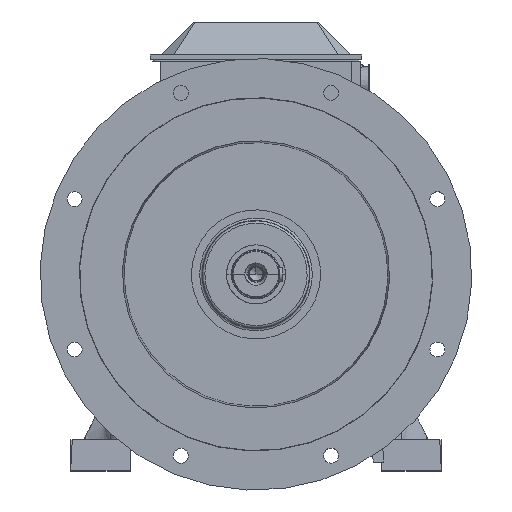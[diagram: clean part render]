
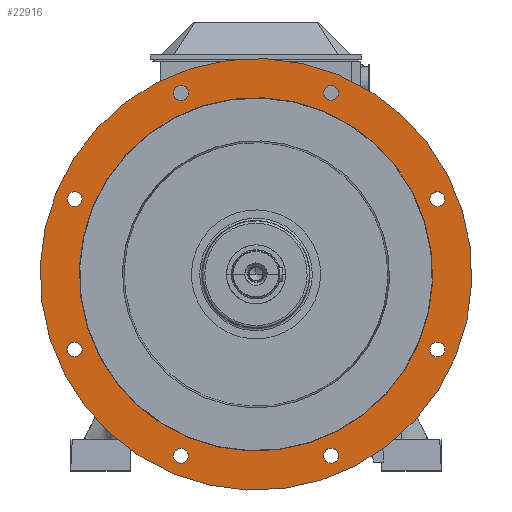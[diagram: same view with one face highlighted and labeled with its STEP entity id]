
A CAD part, top view. The second image highlights one B-rep face of the part: STEP entity #22916.
In plain terms, the highlighted planar face has unit normal (0, 0, 1).
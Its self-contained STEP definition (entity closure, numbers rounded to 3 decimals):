
#791=PLANE('',#48754);
#22916=ADVANCED_FACE('F3030',(#24134,#24135,#24136,#24137,#24138,#24139,
#24140,#24141,#24142,#24143),#791,.T.);
#24134=FACE_BOUND('',#25420,.T.);
#24135=FACE_BOUND('',#25421,.T.);
#24136=FACE_BOUND('',#25422,.T.);
#24137=FACE_BOUND('',#25423,.T.);
#24138=FACE_BOUND('',#25424,.T.);
#24139=FACE_BOUND('',#25425,.T.);
#24140=FACE_BOUND('',#25426,.T.);
#24141=FACE_BOUND('',#25427,.T.);
#24142=FACE_BOUND('',#25428,.T.);
#24143=FACE_BOUND('',#25429,.T.);
#25420=EDGE_LOOP('',(#30561));
#25421=EDGE_LOOP('',(#30562));
#25422=EDGE_LOOP('',(#30563));
#25423=EDGE_LOOP('',(#30564));
#25424=EDGE_LOOP('',(#30565));
#25425=EDGE_LOOP('',(#30566));
#25426=EDGE_LOOP('',(#30567));
#25427=EDGE_LOOP('',(#30568));
#25428=EDGE_LOOP('',(#30569));
#25429=EDGE_LOOP('',(#30570));
#30561=ORIENTED_EDGE('',*,*,#43360,.T.);
#30562=ORIENTED_EDGE('',*,*,#43330,.T.);
#30563=ORIENTED_EDGE('',*,*,#43333,.T.);
#30564=ORIENTED_EDGE('',*,*,#43336,.T.);
#30565=ORIENTED_EDGE('',*,*,#43339,.T.);
#30566=ORIENTED_EDGE('',*,*,#43342,.T.);
#30567=ORIENTED_EDGE('',*,*,#43345,.T.);
#30568=ORIENTED_EDGE('',*,*,#43348,.T.);
#30569=ORIENTED_EDGE('',*,*,#43316,.F.);
#30570=ORIENTED_EDGE('',*,*,#43327,.T.);
#37496=VERTEX_POINT('',#85437);
#37502=VERTEX_POINT('',#85461);
#37504=VERTEX_POINT('',#85467);
#37506=VERTEX_POINT('',#85473);
#37508=VERTEX_POINT('',#85479);
#37510=VERTEX_POINT('',#85485);
#37512=VERTEX_POINT('',#85491);
#37514=VERTEX_POINT('',#85497);
#37516=VERTEX_POINT('',#85503);
#37523=VERTEX_POINT('',#85528);
#43316=EDGE_CURVE('E2020',#37496,#37496,#46169,.T.);
#43327=EDGE_CURVE('E33',#37502,#37502,#46177,.T.);
#43330=EDGE_CURVE('E4949',#37504,#37504,#46179,.T.);
#43333=EDGE_CURVE('E5151',#37506,#37506,#46181,.T.);
#43336=EDGE_CURVE('E5353',#37508,#37508,#46183,.T.);
#43339=EDGE_CURVE('E5555',#37510,#37510,#46185,.T.);
#43342=EDGE_CURVE('E5757',#37512,#37512,#46187,.T.);
#43345=EDGE_CURVE('E5959',#37514,#37514,#46189,.T.);
#43348=EDGE_CURVE('E6161',#37516,#37516,#46191,.T.);
#43360=EDGE_CURVE('E2323',#37523,#37523,#46201,.T.);
#46169=CIRCLE('',#48701,225.);
#46177=CIRCLE('',#48715,9.5);
#46179=CIRCLE('',#48718,9.5);
#46181=CIRCLE('',#48721,9.5);
#46183=CIRCLE('',#48724,9.5);
#46185=CIRCLE('',#48727,9.5);
#46187=CIRCLE('',#48730,9.5);
#46189=CIRCLE('',#48733,9.5);
#46191=CIRCLE('',#48736,9.5);
#46201=CIRCLE('',#48752,274.832);
#48701=AXIS2_PLACEMENT_3D('',#85438,#55420,#55421);
#48715=AXIS2_PLACEMENT_3D('',#85463,#55450,#55451);
#48718=AXIS2_PLACEMENT_3D('',#85469,#55457,#55458);
#48721=AXIS2_PLACEMENT_3D('',#85475,#55464,#55465);
#48724=AXIS2_PLACEMENT_3D('',#85481,#55471,#55472);
#48727=AXIS2_PLACEMENT_3D('',#85487,#55478,#55479);
#48730=AXIS2_PLACEMENT_3D('',#85493,#55485,#55486);
#48733=AXIS2_PLACEMENT_3D('',#85499,#55492,#55493);
#48736=AXIS2_PLACEMENT_3D('',#85505,#55499,#55500);
#48752=AXIS2_PLACEMENT_3D('',#85529,#55533,#55534);
#48754=AXIS2_PLACEMENT_3D('',#85531,#55537,#55538);
#55420=DIRECTION('',(0.,0.,1.));
#55421=DIRECTION('',(1.,0.,0.));
#55450=DIRECTION('',(0.,0.,-1.));
#55451=DIRECTION('',(-1.,0.,0.));
#55457=DIRECTION('',(0.,0.,-1.));
#55458=DIRECTION('',(-1.,0.,0.));
#55464=DIRECTION('',(0.,0.,-1.));
#55465=DIRECTION('',(-1.,0.,0.));
#55471=DIRECTION('',(0.,0.,-1.));
#55472=DIRECTION('',(-1.,0.,0.));
#55478=DIRECTION('',(0.,0.,-1.));
#55479=DIRECTION('',(-1.,0.,0.));
#55485=DIRECTION('',(0.,0.,-1.));
#55486=DIRECTION('',(-1.,0.,0.));
#55492=DIRECTION('',(0.,0.,-1.));
#55493=DIRECTION('',(-1.,0.,0.));
#55499=DIRECTION('',(0.,0.,-1.));
#55500=DIRECTION('',(-1.,0.,0.));
#55533=DIRECTION('',(0.,0.,1.));
#55534=DIRECTION('',(1.,0.,0.));
#55537=DIRECTION('',(0.,0.,1.));
#55538=DIRECTION('',(-1.,0.,0.));
#85437=CARTESIAN_POINT('',(-86.104,-207.873,89.529));
#85438=CARTESIAN_POINT('',(0.,0.,89.529));
#85461=CARTESIAN_POINT('',(-105.171,-230.97,89.529));
#85463=CARTESIAN_POINT('',(-95.671,-230.97,89.529));
#85467=CARTESIAN_POINT('',(-237.687,-88.953,89.529));
#85469=CARTESIAN_POINT('',(-230.97,-95.671,89.529));
#85473=CARTESIAN_POINT('',(-230.97,105.171,89.529));
#85475=CARTESIAN_POINT('',(-230.97,95.671,89.529));
#85479=CARTESIAN_POINT('',(-88.953,237.687,89.529));
#85481=CARTESIAN_POINT('',(-95.671,230.97,89.529));
#85485=CARTESIAN_POINT('',(105.171,230.97,89.529));
#85487=CARTESIAN_POINT('',(95.671,230.97,89.529));
#85491=CARTESIAN_POINT('',(237.687,88.953,89.529));
#85493=CARTESIAN_POINT('',(230.97,95.671,89.529));
#85497=CARTESIAN_POINT('',(230.97,-105.171,89.529));
#85499=CARTESIAN_POINT('',(230.97,-95.671,89.529));
#85503=CARTESIAN_POINT('',(88.953,-237.687,89.529));
#85505=CARTESIAN_POINT('',(95.671,-230.97,89.529));
#85528=CARTESIAN_POINT('',(-105.174,-253.912,89.529));
#85529=CARTESIAN_POINT('',(0.,0.,89.529));
#85531=CARTESIAN_POINT('',(302.316,302.316,89.529));
